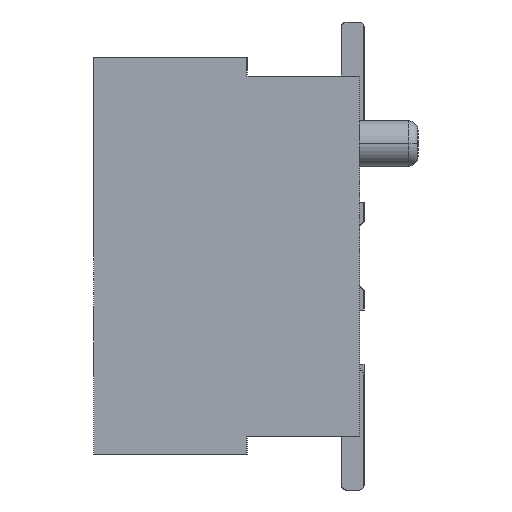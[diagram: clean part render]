
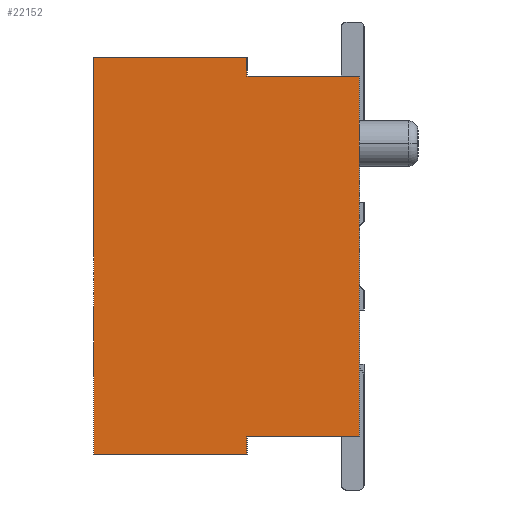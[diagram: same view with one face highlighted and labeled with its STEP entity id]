
A CAD part, left-side view. The second image highlights one B-rep face of the part: STEP entity #22152.
In plain terms, the highlighted planar face has unit normal (-1, 0, 0).
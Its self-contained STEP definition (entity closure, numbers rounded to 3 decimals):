
#33=DIRECTION('',(0.,0.,1.));
#34=VECTOR('',#33,4.);
#35=CARTESIAN_POINT('',(-11.35,0.,-2.));
#36=LINE('',#35,#34);
#3157=DIRECTION('',(0.,0.,1.));
#3158=VECTOR('',#3157,0.2);
#3159=CARTESIAN_POINT('',(-11.35,1.25,-2.2));
#3160=LINE('',#3159,#3158);
#3161=DIRECTION('',(0.,1.,0.));
#3162=VECTOR('',#3161,1.7);
#3163=CARTESIAN_POINT('',(-11.35,1.25,-2.2));
#3164=LINE('',#3163,#3162);
#3165=DIRECTION('',(0.,0.,1.));
#3166=VECTOR('',#3165,0.2);
#3167=CARTESIAN_POINT('',(-11.35,1.25,2.));
#3168=LINE('',#3167,#3166);
#3169=DIRECTION('',(0.,1.,0.));
#3170=VECTOR('',#3169,1.25);
#3171=CARTESIAN_POINT('',(-11.35,0.,2.));
#3172=LINE('',#3171,#3170);
#3173=DIRECTION('',(0.,1.,0.));
#3174=VECTOR('',#3173,1.25);
#3175=CARTESIAN_POINT('',(-11.35,0.,-2.));
#3176=LINE('',#3175,#3174);
#3185=DIRECTION('',(0.,0.,1.));
#3186=VECTOR('',#3185,4.4);
#3187=CARTESIAN_POINT('',(-11.35,2.95,-2.2));
#3188=LINE('',#3187,#3186);
#3237=DIRECTION('',(0.,1.,0.));
#3238=VECTOR('',#3237,1.7);
#3239=CARTESIAN_POINT('',(-11.35,1.25,2.2));
#3240=LINE('',#3239,#3238);
#12977=CARTESIAN_POINT('',(-11.35,2.95,-2.2));
#12978=CARTESIAN_POINT('',(-11.35,2.95,2.2));
#12979=VERTEX_POINT('',#12977);
#12980=VERTEX_POINT('',#12978);
#13401=CARTESIAN_POINT('',(-11.35,0.,2.));
#13403=VERTEX_POINT('',#13401);
#13409=CARTESIAN_POINT('',(-11.35,0.,-2.));
#13411=VERTEX_POINT('',#13409);
#13417=CARTESIAN_POINT('',(-11.35,1.25,-2.2));
#13418=CARTESIAN_POINT('',(-11.35,1.25,-2.));
#13419=VERTEX_POINT('',#13417);
#13420=VERTEX_POINT('',#13418);
#13421=CARTESIAN_POINT('',(-11.35,1.25,2.));
#13422=CARTESIAN_POINT('',(-11.35,1.25,2.2));
#13423=VERTEX_POINT('',#13421);
#13424=VERTEX_POINT('',#13422);
#22134=CARTESIAN_POINT('',(-11.35,0.,-2.2));
#22135=DIRECTION('',(-1.,0.,0.));
#22136=DIRECTION('',(0.,0.,1.));
#22137=AXIS2_PLACEMENT_3D('',#22134,#22135,#22136);
#22138=PLANE('',#22137);
#22139=ORIENTED_EDGE('',*,*,#22111,.F.);
#22141=ORIENTED_EDGE('',*,*,#22140,.T.);
#22143=ORIENTED_EDGE('',*,*,#22142,.T.);
#22145=ORIENTED_EDGE('',*,*,#22144,.F.);
#22146=ORIENTED_EDGE('',*,*,#22125,.F.);
#22147=ORIENTED_EDGE('',*,*,#17425,.F.);
#22148=ORIENTED_EDGE('',*,*,#17092,.F.);
#22149=ORIENTED_EDGE('',*,*,#21949,.T.);
#22150=EDGE_LOOP('',(#22139,#22141,#22143,#22145,#22146,#22147,#22148,#22149));
#22151=FACE_OUTER_BOUND('',#22150,.F.);
#17092=EDGE_CURVE('',#13411,#13403,#36,.T.);
#17425=EDGE_CURVE('',#13403,#13423,#3172,.T.);
#21949=EDGE_CURVE('',#13411,#13420,#3176,.T.);
#22111=EDGE_CURVE('',#13419,#13420,#3160,.T.);
#22125=EDGE_CURVE('',#13423,#13424,#3168,.T.);
#22140=EDGE_CURVE('',#13419,#12979,#3164,.T.);
#22142=EDGE_CURVE('',#12979,#12980,#3188,.T.);
#22144=EDGE_CURVE('',#13424,#12980,#3240,.T.);
#22152=ADVANCED_FACE('',(#22151),#22138,.T.);
